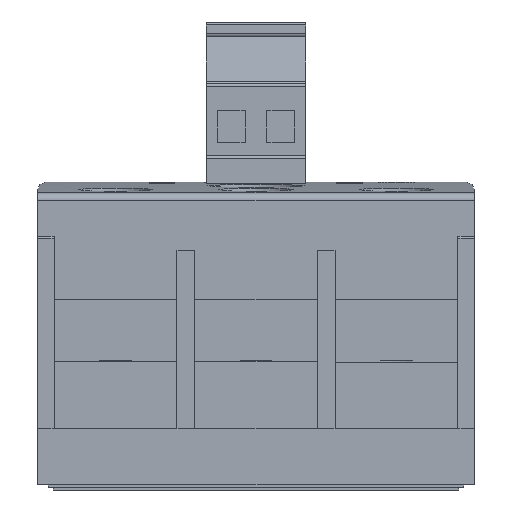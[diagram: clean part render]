
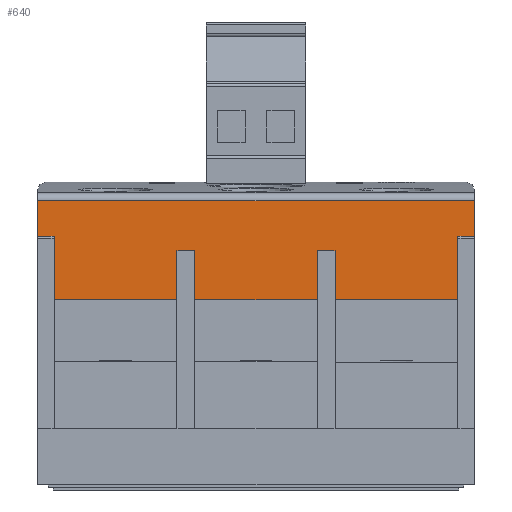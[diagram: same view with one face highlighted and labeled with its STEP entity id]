
A CAD part, front view. The second image highlights one B-rep face of the part: STEP entity #640.
In plain terms, the highlighted face is planar.
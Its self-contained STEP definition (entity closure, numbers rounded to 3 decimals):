
#620 = EDGE_CURVE ( 'NONE', #621, #709, #6787, .T. ) ;
#621 = VERTEX_POINT ( 'NONE', #6783 ) ;
#622 = ORIENTED_EDGE ( 'NONE', *, *, #623, .F. ) ;
#623 = EDGE_CURVE ( 'NONE', #624, #621, #6782, .T. ) ;
#624 = VERTEX_POINT ( 'NONE', #6778 ) ;
#625 = ORIENTED_EDGE ( 'NONE', *, *, #626, .F. ) ;
#626 = EDGE_CURVE ( 'NONE', #627, #624, #6777, .T. ) ;
#627 = VERTEX_POINT ( 'NONE', #6773 ) ;
#628 = ORIENTED_EDGE ( 'NONE', *, *, #629, .T. ) ;
#629 = EDGE_CURVE ( 'NONE', #627, #630, #6772, .T. ) ;
#630 = VERTEX_POINT ( 'NONE', #6768 ) ;
#631 = ORIENTED_EDGE ( 'NONE', *, *, #693, .T. ) ;
#640 = ADVANCED_FACE ( 'NONE', ( #6822 ), #6821, .F. ) ;
#641 = EDGE_LOOP ( 'NONE', ( #642, #646, #710, #622, #625, #628, #631, #695, #698, #701, #704, #707, #681, #684, #687, #690 ) ) ;
#642 = ORIENTED_EDGE ( 'NONE', *, *, #643, .T. ) ;
#643 = EDGE_CURVE ( 'NONE', #644, #645, #6816, .T. ) ;
#644 = VERTEX_POINT ( 'NONE', #6812 ) ;
#645 = VERTEX_POINT ( 'NONE', #6811 ) ;
#646 = ORIENTED_EDGE ( 'NONE', *, *, #708, .T. ) ;
#679 = EDGE_CURVE ( 'NONE', #706, #680, #6884, .T. ) ;
#680 = VERTEX_POINT ( 'NONE', #6875 ) ;
#681 = ORIENTED_EDGE ( 'NONE', *, *, #682, .T. ) ;
#682 = EDGE_CURVE ( 'NONE', #680, #683, #6874, .T. ) ;
#683 = VERTEX_POINT ( 'NONE', #6870 ) ;
#684 = ORIENTED_EDGE ( 'NONE', *, *, #685, .T. ) ;
#685 = EDGE_CURVE ( 'NONE', #683, #686, #6869, .T. ) ;
#686 = VERTEX_POINT ( 'NONE', #6865 ) ;
#687 = ORIENTED_EDGE ( 'NONE', *, *, #688, .T. ) ;
#688 = EDGE_CURVE ( 'NONE', #686, #689, #6864, .T. ) ;
#689 = VERTEX_POINT ( 'NONE', #6860 ) ;
#690 = ORIENTED_EDGE ( 'NONE', *, *, #691, .T. ) ;
#691 = EDGE_CURVE ( 'NONE', #689, #644, #6859, .T. ) ;
#693 = EDGE_CURVE ( 'NONE', #630, #694, #6914, .T. ) ;
#694 = VERTEX_POINT ( 'NONE', #6910 ) ;
#695 = ORIENTED_EDGE ( 'NONE', *, *, #696, .T. ) ;
#696 = EDGE_CURVE ( 'NONE', #694, #697, #6909, .T. ) ;
#697 = VERTEX_POINT ( 'NONE', #6905 ) ;
#698 = ORIENTED_EDGE ( 'NONE', *, *, #699, .T. ) ;
#699 = EDGE_CURVE ( 'NONE', #697, #700, #6904, .T. ) ;
#700 = VERTEX_POINT ( 'NONE', #6900 ) ;
#701 = ORIENTED_EDGE ( 'NONE', *, *, #702, .T. ) ;
#702 = EDGE_CURVE ( 'NONE', #700, #703, #6899, .T. ) ;
#703 = VERTEX_POINT ( 'NONE', #6895 ) ;
#704 = ORIENTED_EDGE ( 'NONE', *, *, #705, .T. ) ;
#705 = EDGE_CURVE ( 'NONE', #703, #706, #6894, .T. ) ;
#706 = VERTEX_POINT ( 'NONE', #6890 ) ;
#707 = ORIENTED_EDGE ( 'NONE', *, *, #679, .T. ) ;
#708 = EDGE_CURVE ( 'NONE', #645, #709, #6889, .T. ) ;
#709 = VERTEX_POINT ( 'NONE', #6950 ) ;
#710 = ORIENTED_EDGE ( 'NONE', *, *, #620, .F. ) ;
#6768 = CARTESIAN_POINT ( 'NONE',  ( 40.048, 25.5, 7.493 ) ) ;
#6769 = DIRECTION ( 'NONE',  ( 0., 0., -1. ) ) ;
#6770 = VECTOR ( 'NONE', #6769, 1000. ) ;
#6771 = CARTESIAN_POINT ( 'NONE',  ( 40.048, 25.5, 7.493 ) ) ;
#6772 = LINE ( 'NONE', #6771, #6770 ) ;
#6773 = CARTESIAN_POINT ( 'NONE',  ( 40.048, 25.5, 9.193 ) ) ;
#6774 = DIRECTION ( 'NONE',  ( 0., 1., 0. ) ) ;
#6775 = VECTOR ( 'NONE', #6774, 1000. ) ;
#6776 = CARTESIAN_POINT ( 'NONE',  ( 40.048, 30.2, 9.193 ) ) ;
#6777 = LINE ( 'NONE', #6776, #6775 ) ;
#6778 = CARTESIAN_POINT ( 'NONE',  ( 40.048, 29.122, 9.193 ) ) ;
#6779 = DIRECTION ( 'NONE',  ( 0., 0., -1. ) ) ;
#6780 = VECTOR ( 'NONE', #6779, 1000. ) ;
#6781 = CARTESIAN_POINT ( 'NONE',  ( 40.048, 29.122, 9.197 ) ) ;
#6782 = LINE ( 'NONE', #6781, #6780 ) ;
#6783 = CARTESIAN_POINT ( 'NONE',  ( 40.048, 29.122, -35.607 ) ) ;
#6784 = DIRECTION ( 'NONE',  ( 0., -1., 0. ) ) ;
#6785 = VECTOR ( 'NONE', #6784, 1000. ) ;
#6786 = CARTESIAN_POINT ( 'NONE',  ( 40.048, 30.2, -35.607 ) ) ;
#6787 = LINE ( 'NONE', #6786, #6785 ) ;
#6811 = CARTESIAN_POINT ( 'NONE',  ( 40.048, 25.5, -33.907 ) ) ;
#6812 = CARTESIAN_POINT ( 'NONE',  ( 40.048, 19., -33.907 ) ) ;
#6813 = DIRECTION ( 'NONE',  ( 0., 1., 0. ) ) ;
#6814 = VECTOR ( 'NONE', #6813, 1000. ) ;
#6815 = CARTESIAN_POINT ( 'NONE',  ( 40.048, 25.5, -33.907 ) ) ;
#6816 = LINE ( 'NONE', #6815, #6814 ) ;
#6817 = DIRECTION ( 'NONE',  ( 0., -1., 0. ) ) ;
#6818 = DIRECTION ( 'NONE',  ( -1., 0., 0. ) ) ;
#6819 = CARTESIAN_POINT ( 'NONE',  ( 40.048, 23.46, -13.207 ) ) ;
#6820 = AXIS2_PLACEMENT_3D ( 'NONE', #6819, #6818, #6817 ) ;
#6821 = PLANE ( 'NONE',  #6820 ) ;
#6822 = FACE_OUTER_BOUND ( 'NONE', #641, .T. ) ;
#6857 = DIRECTION ( 'NONE',  ( 0., 0., -1. ) ) ;
#6858 = CARTESIAN_POINT ( 'NONE',  ( 40.048, 19., -33.907 ) ) ;
#6859 = LINE ( 'NONE', #6858, #6921 ) ;
#6860 = CARTESIAN_POINT ( 'NONE',  ( 40.048, 19., -21.307 ) ) ;
#6861 = DIRECTION ( 'NONE',  ( 0., -1., 0. ) ) ;
#6862 = VECTOR ( 'NONE', #6861, 1000. ) ;
#6863 = CARTESIAN_POINT ( 'NONE',  ( 40.048, 24., -21.307 ) ) ;
#6864 = LINE ( 'NONE', #6863, #6862 ) ;
#6865 = CARTESIAN_POINT ( 'NONE',  ( 40.048, 24., -21.307 ) ) ;
#6866 = DIRECTION ( 'NONE',  ( 0., 0., -1. ) ) ;
#6867 = VECTOR ( 'NONE', #6866, 1000. ) ;
#6868 = CARTESIAN_POINT ( 'NONE',  ( 40.048, 24., -21.307 ) ) ;
#6869 = LINE ( 'NONE', #6868, #6867 ) ;
#6870 = CARTESIAN_POINT ( 'NONE',  ( 40.048, 24., -19.507 ) ) ;
#6871 = DIRECTION ( 'NONE',  ( 0., 1., 0. ) ) ;
#6872 = VECTOR ( 'NONE', #6871, 1000. ) ;
#6873 = CARTESIAN_POINT ( 'NONE',  ( 40.048, 24., -19.507 ) ) ;
#6874 = LINE ( 'NONE', #6873, #6872 ) ;
#6875 = CARTESIAN_POINT ( 'NONE',  ( 40.048, 19., -19.507 ) ) ;
#6876 = DIRECTION ( 'NONE',  ( 0., 0., -1. ) ) ;
#6877 = VECTOR ( 'NONE', #6876, 1000. ) ;
#6878 = CARTESIAN_POINT ( 'NONE',  ( 40.048, 19., -19.507 ) ) ;
#6884 = LINE ( 'NONE', #6878, #6877 ) ;
#6889 = LINE ( 'NONE', #6953, #6952 ) ;
#6890 = CARTESIAN_POINT ( 'NONE',  ( 40.048, 19., -6.907 ) ) ;
#6891 = DIRECTION ( 'NONE',  ( 0., -1., 0. ) ) ;
#6892 = VECTOR ( 'NONE', #6891, 1000. ) ;
#6893 = CARTESIAN_POINT ( 'NONE',  ( 40.048, 24., -6.907 ) ) ;
#6894 = LINE ( 'NONE', #6893, #6892 ) ;
#6895 = CARTESIAN_POINT ( 'NONE',  ( 40.048, 24., -6.907 ) ) ;
#6896 = DIRECTION ( 'NONE',  ( 0., 0., -1. ) ) ;
#6897 = VECTOR ( 'NONE', #6896, 1000. ) ;
#6898 = CARTESIAN_POINT ( 'NONE',  ( 40.048, 24., -6.907 ) ) ;
#6899 = LINE ( 'NONE', #6898, #6897 ) ;
#6900 = CARTESIAN_POINT ( 'NONE',  ( 40.048, 24., -5.107 ) ) ;
#6901 = DIRECTION ( 'NONE',  ( 0., 1., 0. ) ) ;
#6902 = VECTOR ( 'NONE', #6901, 1000. ) ;
#6903 = CARTESIAN_POINT ( 'NONE',  ( 40.048, 24., -5.107 ) ) ;
#6904 = LINE ( 'NONE', #6903, #6902 ) ;
#6905 = CARTESIAN_POINT ( 'NONE',  ( 40.048, 19., -5.107 ) ) ;
#6906 = DIRECTION ( 'NONE',  ( 0., 0., -1. ) ) ;
#6907 = VECTOR ( 'NONE', #6906, 1000. ) ;
#6908 = CARTESIAN_POINT ( 'NONE',  ( 40.048, 19., -5.107 ) ) ;
#6909 = LINE ( 'NONE', #6908, #6907 ) ;
#6910 = CARTESIAN_POINT ( 'NONE',  ( 40.048, 19., 7.493 ) ) ;
#6911 = DIRECTION ( 'NONE',  ( 0., -1., 0. ) ) ;
#6912 = VECTOR ( 'NONE', #6911, 1000. ) ;
#6913 = CARTESIAN_POINT ( 'NONE',  ( 40.048, 25.5, 7.493 ) ) ;
#6914 = LINE ( 'NONE', #6913, #6912 ) ;
#6921 = VECTOR ( 'NONE', #6857, 1000. ) ;
#6950 = CARTESIAN_POINT ( 'NONE',  ( 40.048, 25.5, -35.607 ) ) ;
#6951 = DIRECTION ( 'NONE',  ( 0., 0., -1. ) ) ;
#6952 = VECTOR ( 'NONE', #6951, 1000. ) ;
#6953 = CARTESIAN_POINT ( 'NONE',  ( 40.048, 25.5, -35.607 ) ) ;
